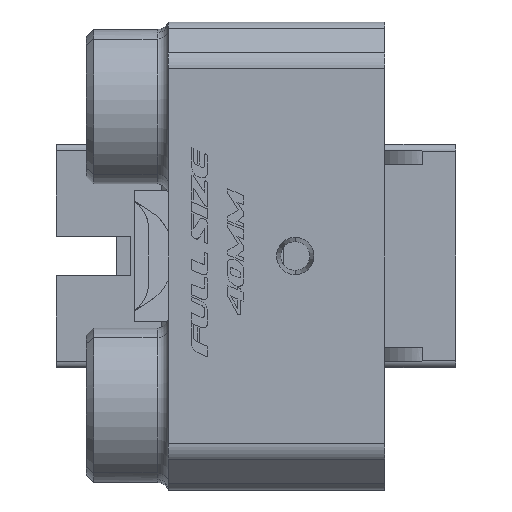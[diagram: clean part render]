
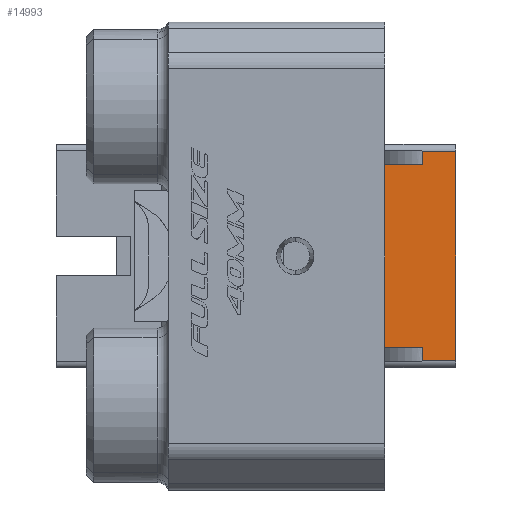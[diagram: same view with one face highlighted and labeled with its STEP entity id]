
A CAD part, left-side view. The second image highlights one B-rep face of the part: STEP entity #14993.
In plain terms, the highlighted planar face has unit normal (-1, 0, 0).
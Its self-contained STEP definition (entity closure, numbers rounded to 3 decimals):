
#113 = VECTOR ( 'NONE', #14551, 1000. ) ;
#214 = DIRECTION ( 'NONE',  ( 0., 0., -1. ) ) ;
#388 = ORIENTED_EDGE ( 'NONE', *, *, #20163, .F. ) ;
#698 = DIRECTION ( 'NONE',  ( 0., 0., 1. ) ) ;
#1043 = CARTESIAN_POINT ( 'NONE',  ( 13., -9.5, -14. ) ) ;
#2690 = LINE ( 'NONE', #32392, #113 ) ;
#3719 = DIRECTION ( 'NONE',  ( 0., -1., 0. ) ) ;
#5876 = VERTEX_POINT ( 'NONE', #31323 ) ;
#6495 = VECTOR ( 'NONE', #33969, 1000. ) ;
#6671 = DIRECTION ( 'NONE',  ( 0., 0., 1. ) ) ;
#6684 = DIRECTION ( 'NONE',  ( 0., 0., 1. ) ) ;
#7573 = DIRECTION ( 'NONE',  ( 0., 0., -1. ) ) ;
#8825 = ORIENTED_EDGE ( 'NONE', *, *, #12346, .F. ) ;
#9582 = VERTEX_POINT ( 'NONE', #27248 ) ;
#9902 = EDGE_CURVE ( 'NONE', #12328, #9582, #32046, .T. ) ;
#9934 = ORIENTED_EDGE ( 'NONE', *, *, #20615, .F. ) ;
#10653 = VECTOR ( 'NONE', #34470, 1000. ) ;
#11104 = CARTESIAN_POINT ( 'NONE',  ( 13., -7.074, -12.2 ) ) ;
#11163 = CARTESIAN_POINT ( 'NONE',  ( 13., -2., -12.2 ) ) ;
#11846 = EDGE_CURVE ( 'NONE', #9582, #5876, #36852, .T. ) ;
#11958 = EDGE_CURVE ( 'NONE', #28647, #28435, #21633, .T. ) ;
#12176 = CARTESIAN_POINT ( 'NONE',  ( 13., -11.5, 14. ) ) ;
#12328 = VERTEX_POINT ( 'NONE', #23440 ) ;
#12346 = EDGE_CURVE ( 'NONE', #30551, #5876, #37836, .T. ) ;
#14551 = DIRECTION ( 'NONE',  ( 0., 1., 0. ) ) ;
#14993 = ADVANCED_FACE ( 'NONE', ( #30804 ), #19830, .F. ) ;
#15315 = CARTESIAN_POINT ( 'NONE',  ( 13., -11.5, 0. ) ) ;
#17052 = CARTESIAN_POINT ( 'NONE',  ( 13., -7.074, 14.2 ) ) ;
#17445 = CARTESIAN_POINT ( 'NONE',  ( 13., -7.074, -14. ) ) ;
#18478 = VECTOR ( 'NONE', #698, 1000. ) ;
#19830 = PLANE ( 'NONE',  #36174 ) ;
#20163 = EDGE_CURVE ( 'NONE', #21744, #30551, #2690, .T. ) ;
#20615 = EDGE_CURVE ( 'NONE', #23697, #21744, #33081, .T. ) ;
#21182 = VECTOR ( 'NONE', #6684, 1000. ) ;
#21633 = LINE ( 'NONE', #15315, #21182 ) ;
#21744 = VERTEX_POINT ( 'NONE', #11104 ) ;
#22255 = CARTESIAN_POINT ( 'NONE',  ( 13., 0., 12.2 ) ) ;
#22512 = VECTOR ( 'NONE', #3719, 1000. ) ;
#22715 = DIRECTION ( 'NONE',  ( 1., 0., 0. ) ) ;
#23440 = CARTESIAN_POINT ( 'NONE',  ( 13., -7.074, 14. ) ) ;
#23528 = ORIENTED_EDGE ( 'NONE', *, *, #37687, .T. ) ;
#23697 = VERTEX_POINT ( 'NONE', #17445 ) ;
#23726 = ORIENTED_EDGE ( 'NONE', *, *, #11846, .T. ) ;
#26066 = VECTOR ( 'NONE', #6671, 1000. ) ;
#26944 = CARTESIAN_POINT ( 'NONE',  ( 13., -7.074, -14.2 ) ) ;
#27248 = CARTESIAN_POINT ( 'NONE',  ( 13., -7.074, 12.2 ) ) ;
#27376 = EDGE_LOOP ( 'NONE', ( #23726, #8825, #388, #9934, #23528, #37769, #31845, #30663 ) ) ;
#28435 = VERTEX_POINT ( 'NONE', #12176 ) ;
#28647 = VERTEX_POINT ( 'NONE', #34994 ) ;
#28815 = CARTESIAN_POINT ( 'NONE',  ( 13., -2., -12.2 ) ) ;
#28901 = LINE ( 'NONE', #37342, #10653 ) ;
#29375 = EDGE_CURVE ( 'NONE', #28435, #12328, #28901, .T. ) ;
#30551 = VERTEX_POINT ( 'NONE', #28815 ) ;
#30663 = ORIENTED_EDGE ( 'NONE', *, *, #9902, .T. ) ;
#30804 = FACE_OUTER_BOUND ( 'NONE', #27376, .T. ) ;
#31323 = CARTESIAN_POINT ( 'NONE',  ( 13., -2., 12.2 ) ) ;
#31845 = ORIENTED_EDGE ( 'NONE', *, *, #29375, .T. ) ;
#32046 = LINE ( 'NONE', #17052, #36251 ) ;
#32392 = CARTESIAN_POINT ( 'NONE',  ( 13., 0., -12.2 ) ) ;
#33081 = LINE ( 'NONE', #26944, #18478 ) ;
#33855 = CARTESIAN_POINT ( 'NONE',  ( 13., -9.5, 0. ) ) ;
#33969 = DIRECTION ( 'NONE',  ( 0., 1., 0. ) ) ;
#34470 = DIRECTION ( 'NONE',  ( 0., 1., 0. ) ) ;
#34994 = CARTESIAN_POINT ( 'NONE',  ( 13., -11.5, -14. ) ) ;
#35750 = LINE ( 'NONE', #1043, #22512 ) ;
#36174 = AXIS2_PLACEMENT_3D ( 'NONE', #33855, #22715, #7573 ) ;
#36251 = VECTOR ( 'NONE', #214, 1000. ) ;
#36852 = LINE ( 'NONE', #22255, #6495 ) ;
#37342 = CARTESIAN_POINT ( 'NONE',  ( 13., -9.5, 14. ) ) ;
#37687 = EDGE_CURVE ( 'NONE', #23697, #28647, #35750, .T. ) ;
#37769 = ORIENTED_EDGE ( 'NONE', *, *, #11958, .T. ) ;
#37836 = LINE ( 'NONE', #11163, #26066 ) ;
